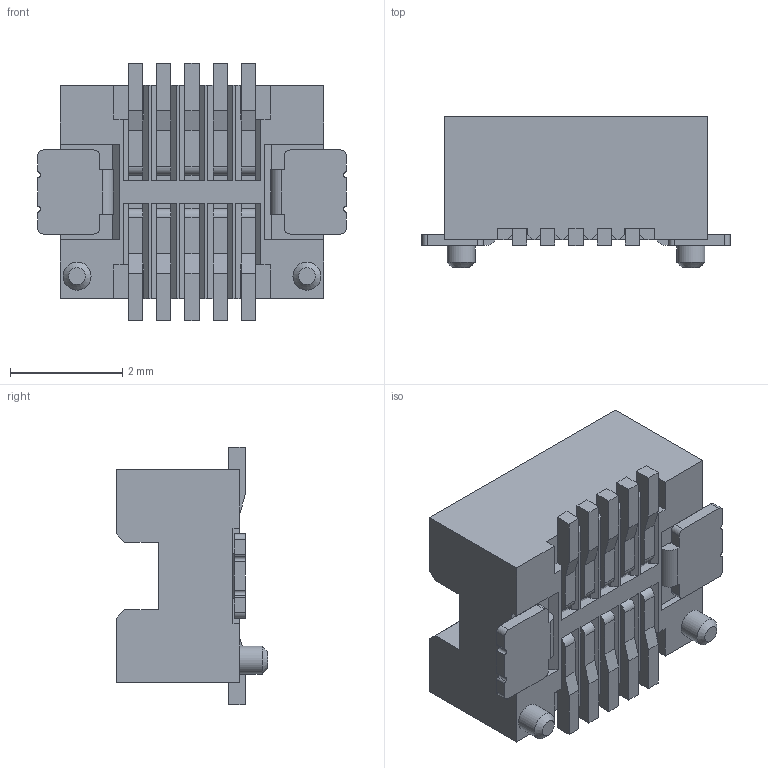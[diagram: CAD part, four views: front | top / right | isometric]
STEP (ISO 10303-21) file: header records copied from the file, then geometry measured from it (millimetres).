
FILE_DESCRIPTION( ( 'STEP AP203' ), '1' );
FILE_NAME( '10132797-011100LF.stp', '2020-03-28T23:52:50', ( 'License CC BY-ND 4.0' ), ( 'CADENAS' ), ' ', 'PARTsolutions', ' ' );
FILE_SCHEMA( ( 'CONFIG_CONTROL_DESIGN' ) );
Length unit declared in the file: millimetre
Products named in the file (3): 10132797-011100LF; _10132797-011100LF_housing; _10132797-011100LF_pins
Assembly tree (2 placements, depth 2):
  10132797-011100LF
    _10132797-011100LF_housing
    _10132797-011100LF_pins
Bounding box: 5.5 x 2.7 x 4.6 mm (x, y, z)
Volume: 27.6 mm3; surface area: 167.1 mm2
Topology: 2 solids, 4 shells, 580 faces, 1786 edges, 1188 vertices
Faces by surface type: plane 462, cylinder 116, cone 2
Full cylindrical faces by diameter (mm): 0.5 x2
Entity records: 19866 total; most frequent: ORIENTED_EDGE 3560, CARTESIAN_POINT 3549, DIRECTION 3180, EDGE_CURVE 1780, LINE 1546, VECTOR 1546, VERTEX_POINT 1186, AXIS2_PLACEMENT_3D 817
